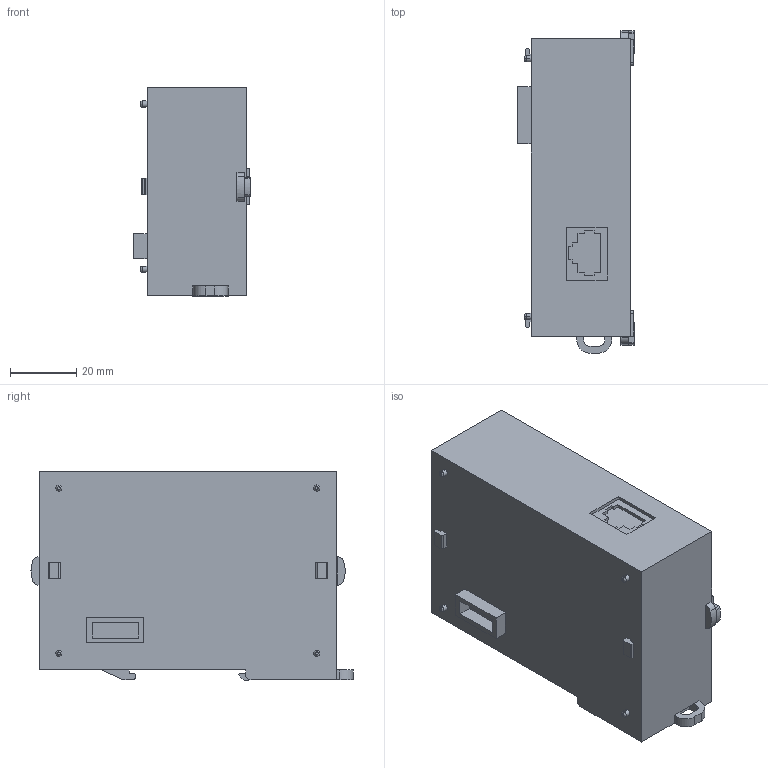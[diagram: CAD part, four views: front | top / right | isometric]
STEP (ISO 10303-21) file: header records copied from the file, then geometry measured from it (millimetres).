
FILE_DESCRIPTION (( 'STEP AP214' ), '1' );
FILE_NAME ('PLC-S-EXC-ETHERNET_ÏËÊ S. Ethernet ñåðèè ONI.STEP', '2019-02-25T08:45:54', ( '' ), ( '' ), 'SwSTEP 2.0', 'SolidWorks 2014', '' );
FILE_SCHEMA (( 'AUTOMOTIVE_DESIGN' ));
Length unit declared in the file: millimetre
Products named in the file (2): PLC-S-EXC-ETHERNET_ÏËÊ S. Ethernet ñåðèè ONI
Bounding box: 35.2 x 97.42 x 63.2 mm (x, y, z)
Volume: 163796 mm3; surface area: 21832.4 mm2
Topology: 1 solids, 1 shells, 330 faces, 853 edges, 561 vertices
Faces by surface type: plane 272, cylinder 50, bspline 8
Entity records: 13710 total; most frequent: CARTESIAN_POINT 1890, ORIENTED_EDGE 1706, DIRECTION 1611, EDGE_CURVE 853, LINE 727, VECTOR 727, VERTEX_POINT 561, AXIS2_PLACEMENT_3D 442
